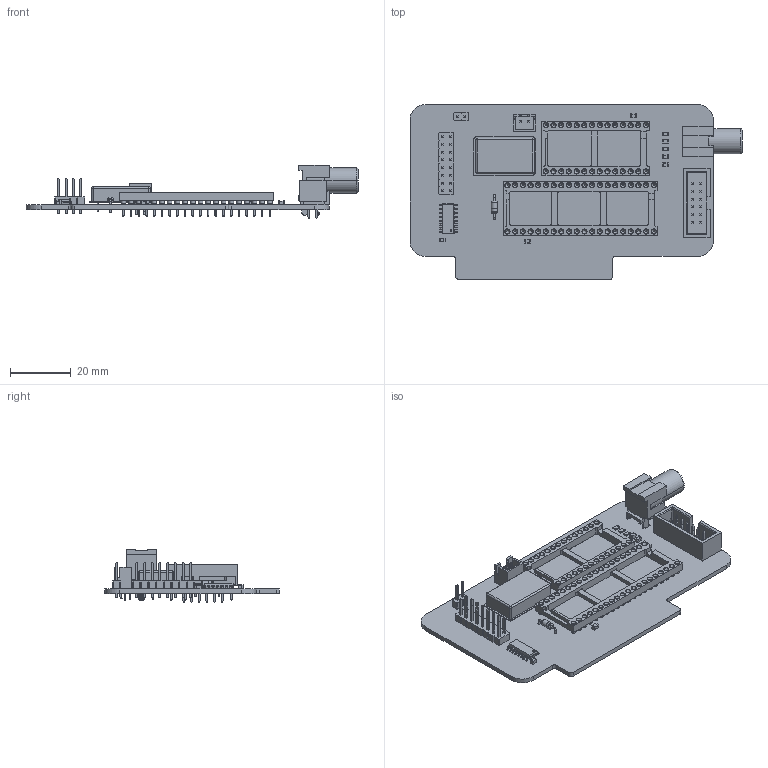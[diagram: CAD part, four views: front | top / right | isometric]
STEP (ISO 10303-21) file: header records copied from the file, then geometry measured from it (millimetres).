
FILE_DESCRIPTION(('KiCad electronic assembly'),'2;1');
FILE_NAME('Sound Card.step','2025-10-13T00:02:29',('Pcbnew'),('Kicad'), 'Open CASCADE STEP processor 7.8','KiCad to STEP converter','Unknown' );
FILE_SCHEMA(('AUTOMOTIVE_DESIGN { 1 0 10303 214 1 1 1 1 }'));
Length unit declared in the file: millimetre
Products named in the file (17): Sound Card 1; PinHeader_2x08_P2.54mm_Vertical; C_0805_2012Metric; PinHeader_1x02_P2.54mm_Vertical; DIP-28_W15.24mm_Socket; SOIC-16_3.9x9.9mm_P1.27mm; DIP-40_W15.24mm_Socket; R_0805_2012Metric; PJRAN1X1U02X; PJRAN1X1U04X-edit; 0702461201; SOLID; COMPOUND; JST_XH_B2B-XH-A_1x02_P2.50mm_Vertical; Oscillator_DIP-14; D_DO-35_SOD27_P7.62mm_Horizontal; Sound Card_PCB
Assembly tree (22 placements, depth 3):
  Sound Card 1
    PinHeader_2x08_P2.54mm_Vertical
    C_0805_2012Metric  x5
    PinHeader_1x02_P2.54mm_Vertical
    DIP-28_W15.24mm_Socket
    SOIC-16_3.9x9.9mm_P1.27mm
    DIP-40_W15.24mm_Socket
    R_0805_2012Metric  x3
    PJRAN1X1U02X
      PJRAN1X1U04X-edit
    0702461201
      SOLID
      COMPOUND
    JST_XH_B2B-XH-A_1x02_P2.50mm_Vertical
    Oscillator_DIP-14
    D_DO-35_SOD27_P7.62mm_Horizontal
    Sound Card_PCB
Bounding box: 109.43 x 57.62 x 17.65 mm (x, y, z)
Volume: 13846.6 mm3; surface area: 20977.1 mm2
Topology: 25 solids, 25 shells, 2480 faces, 5552 edges, 3552 vertices
Faces by surface type: plane 1624, cylinder 624, cone 206, bspline 16, torus 6, sphere 4
Full cylindrical faces by diameter (mm): 0.45 x4, 0.5 x3, 0.508 x136, 0.8 x74, 1 x32, 1.524 x68, 1.724 x68, 2 x2, 2.02 x1
Entity records: 76877 total; most frequent: DIRECTION 11165, CARTESIAN_POINT 10859, ORIENTED_EDGE 10200, EDGE_CURVE 5100, AXIS2_PLACEMENT_3D 3754, LINE 3657, VECTOR 3657, VERTEX_POINT 3224
